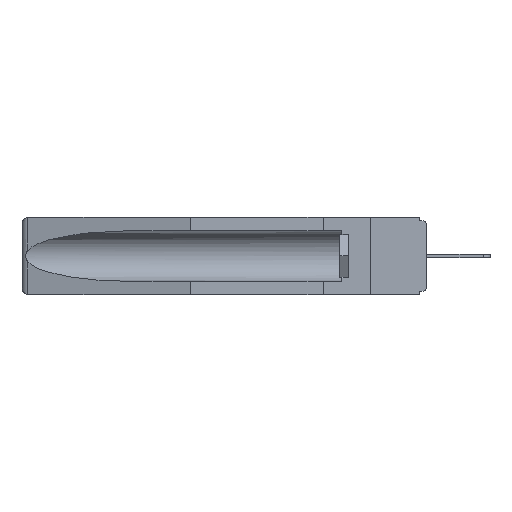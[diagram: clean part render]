
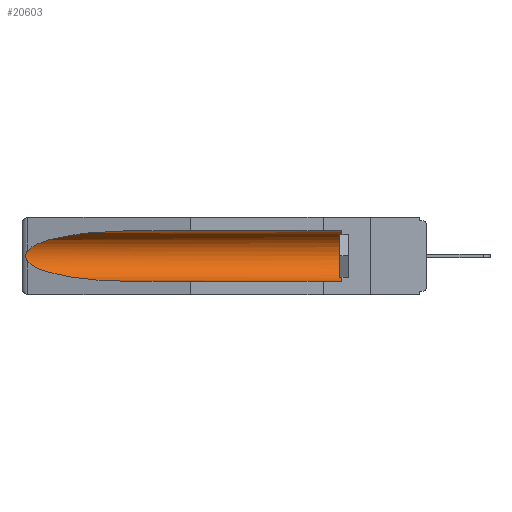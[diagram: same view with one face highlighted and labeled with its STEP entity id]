
A CAD part, left-side view. The second image highlights one B-rep face of the part: STEP entity #20603.
In plain terms, the highlighted cylindrical face has radius 2.857 mm (diameter 5.715 mm), a partial arc.
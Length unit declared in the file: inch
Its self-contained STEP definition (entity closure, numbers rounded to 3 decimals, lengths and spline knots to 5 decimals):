
#55 = CARTESIAN_POINT ( 'NONE',  ( 0.155, 0.126, -0.284 ) ) ;
#694 = CARTESIAN_POINT ( 'NONE',  ( 0.26537, 1.52718, -0.14972 ) ) ;
#768 = FACE_OUTER_BOUND ( 'NONE', #18258, .T. ) ;
#1041 = EDGE_CURVE ( 'NONE', #1583, #20165, #17290, .T. ) ;
#1212 = CARTESIAN_POINT ( 'NONE',  ( 0.2673, 1.5327, -0.16383 ) ) ;
#1556 = AXIS2_PLACEMENT_3D ( 'NONE', #6024, #5931, #6281 ) ;
#1583 = VERTEX_POINT ( 'NONE', #12533 ) ;
#1596 = CARTESIAN_POINT ( 'NONE',  ( 0.25451, 1.48313, -0.24835 ) ) ;
#1746 = EDGE_CURVE ( 'NONE', #18436, #1583, #16516, .T. ) ;
#1963 = EDGE_CURVE ( 'NONE', #20165, #17592, #11632, .T. ) ;
#2841 = CARTESIAN_POINT ( 'NONE',  ( 0.26537, 1.52718, -0.14972 ) ) ;
#2912 = CARTESIAN_POINT ( 'NONE',  ( 0.2675, 1.53308, -0.17534 ) ) ;
#3399 = DIRECTION ( 'NONE',  ( 0., 0., 1. ) ) ;
#3797 = CARTESIAN_POINT ( 'NONE',  ( 0.155, 1.07973, -0.284 ) ) ;
#4551 = CARTESIAN_POINT ( 'NONE',  ( 0.26655, 1.53094, -0.18657 ) ) ;
#5931 = DIRECTION ( 'NONE',  ( 0., -1., 0. ) ) ;
#6024 = CARTESIAN_POINT ( 'NONE',  ( 0.155, 0.126, -0.1715 ) ) ;
#6149 = CARTESIAN_POINT ( 'NONE',  ( 0.26537, 1.52718, -0.19328 ) ) ;
#6281 = DIRECTION ( 'NONE',  ( 0., 0., 1. ) ) ;
#6412 = VERTEX_POINT ( 'NONE', #3797 ) ;
#6538 = DIRECTION ( 'NONE',  ( 0., 1., 0. ) ) ;
#6664 = B_SPLINE_CURVE_WITH_KNOTS ( 'NONE', 3,
 ( #2841, #18873, #10897, #1212, #12549, #2912, #14167, #4551, #15808, #6149 ),
 .UNSPECIFIED., .F., .F.,
 ( 4, 2, 2, 2, 4 ),
 ( 0., 0.00029, 0.00058, 0.00087, 0.00117 ),
 .UNSPECIFIED. ) ;
#6781 = EDGE_CURVE ( 'NONE', #18436, #6412, #7653, .T. ) ;
#7182 = EDGE_CURVE ( 'NONE', #17592, #10282, #6664, .T. ) ;
#7653 = LINE ( 'NONE', #20744, #8149 ) ;
#7957 = DIRECTION ( 'NONE',  ( 0., 1., 0. ) ) ;
#7972 = CARTESIAN_POINT ( 'NONE',  ( 0.155, -0.30754, -0.059 ) ) ;
#8115 = CARTESIAN_POINT ( 'NONE',  ( 0.155, 1.07973, -0.284 ) ) ;
#8149 = VECTOR ( 'NONE', #12785, 39.37008 ) ;
#8456 = ORIENTED_EDGE ( 'NONE', *, *, #1963, .T. ) ;
#10282 = VERTEX_POINT ( 'NONE', #12930 ) ;
#10897 = CARTESIAN_POINT ( 'NONE',  ( 0.26654, 1.53092, -0.15636 ) ) ;
#11632 =( BOUNDED_CURVE ( )  B_SPLINE_CURVE ( 3, ( #19506, #17935, #17603, #16142 ),
 .UNSPECIFIED., .F., .F. ) 
 B_SPLINE_CURVE_WITH_KNOTS ( ( 4, 4 ),
 ( 4.71239, 6.08839 ),
 .UNSPECIFIED. ) 
 CURVE ( )  GEOMETRIC_REPRESENTATION_ITEM ( )  RATIONAL_B_SPLINE_CURVE ( ( 1., 0.848, 0.848, 1. ) ) 
 REPRESENTATION_ITEM ( '' )  );
#12213 = AXIS2_PLACEMENT_3D ( 'NONE', #13020, #6538, #3399 ) ;
#12524 = VECTOR ( 'NONE', #7957, 39.37008 ) ;
#12533 = CARTESIAN_POINT ( 'NONE',  ( 0.155, 0.126, -0.059 ) ) ;
#12549 = CARTESIAN_POINT ( 'NONE',  ( 0.2675, 1.53308, -0.16763 ) ) ;
#12785 = DIRECTION ( 'NONE',  ( 0., 1., 0. ) ) ;
#12910 = CARTESIAN_POINT ( 'NONE',  ( 0.26537, 1.52718, -0.19328 ) ) ;
#12930 = CARTESIAN_POINT ( 'NONE',  ( 0.26537, 1.52718, -0.19328 ) ) ;
#13020 = CARTESIAN_POINT ( 'NONE',  ( 0.155, -0.30754, -0.1715 ) ) ;
#13227 = CYLINDRICAL_SURFACE ( 'NONE', #12213, 0.1125 ) ;
#14167 = CARTESIAN_POINT ( 'NONE',  ( 0.2673, 1.53269, -0.17917 ) ) ;
#14810 =( BOUNDED_CURVE ( )  B_SPLINE_CURVE ( 3, ( #12910, #1596, #17724, #8115 ),
 .UNSPECIFIED., .F., .F. ) 
 B_SPLINE_CURVE_WITH_KNOTS ( ( 4, 4 ),
 ( 0.1948, 1.5708 ),
 .UNSPECIFIED. ) 
 CURVE ( )  GEOMETRIC_REPRESENTATION_ITEM ( )  RATIONAL_B_SPLINE_CURVE ( ( 1., 0.848, 0.848, 1. ) ) 
 REPRESENTATION_ITEM ( '' )  );
#15448 = ORIENTED_EDGE ( 'NONE', *, *, #18370, .T. ) ;
#15565 = ORIENTED_EDGE ( 'NONE', *, *, #7182, .T. ) ;
#15703 = ORIENTED_EDGE ( 'NONE', *, *, #1746, .T. ) ;
#15808 = CARTESIAN_POINT ( 'NONE',  ( 0.26597, 1.5296, -0.19026 ) ) ;
#15946 = ORIENTED_EDGE ( 'NONE', *, *, #6781, .F. ) ;
#15990 = ORIENTED_EDGE ( 'NONE', *, *, #1041, .T. ) ;
#16142 = CARTESIAN_POINT ( 'NONE',  ( 0.26537, 1.52718, -0.14972 ) ) ;
#16516 = CIRCLE ( 'NONE', #1556, 0.1125 ) ;
#17290 = LINE ( 'NONE', #7972, #12524 ) ;
#17592 = VERTEX_POINT ( 'NONE', #694 ) ;
#17603 = CARTESIAN_POINT ( 'NONE',  ( 0.25451, 1.48313, -0.09465 ) ) ;
#17724 = CARTESIAN_POINT ( 'NONE',  ( 0.21114, 1.30732, -0.284 ) ) ;
#17935 = CARTESIAN_POINT ( 'NONE',  ( 0.21114, 1.30732, -0.059 ) ) ;
#18258 = EDGE_LOOP ( 'NONE', ( #8456, #15565, #15448, #15946, #15703, #15990 ) ) ;
#18370 = EDGE_CURVE ( 'NONE', #10282, #6412, #14810, .T. ) ;
#18436 = VERTEX_POINT ( 'NONE', #55 ) ;
#18873 = CARTESIAN_POINT ( 'NONE',  ( 0.26597, 1.52961, -0.15275 ) ) ;
#19506 = CARTESIAN_POINT ( 'NONE',  ( 0.155, 1.07973, -0.059 ) ) ;
#19772 = CARTESIAN_POINT ( 'NONE',  ( 0.155, 1.07973, -0.059 ) ) ;
#20165 = VERTEX_POINT ( 'NONE', #19772 ) ;
#20603 = ADVANCED_FACE ( 'NONE', ( #768 ), #13227, .F. ) ;
#20744 = CARTESIAN_POINT ( 'NONE',  ( 0.155, -0.30754, -0.284 ) ) ;
